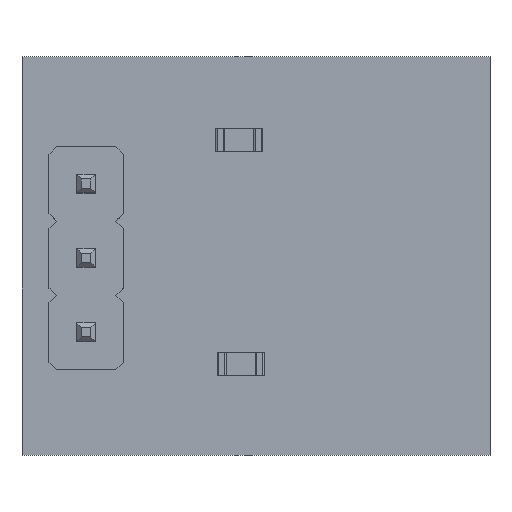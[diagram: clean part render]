
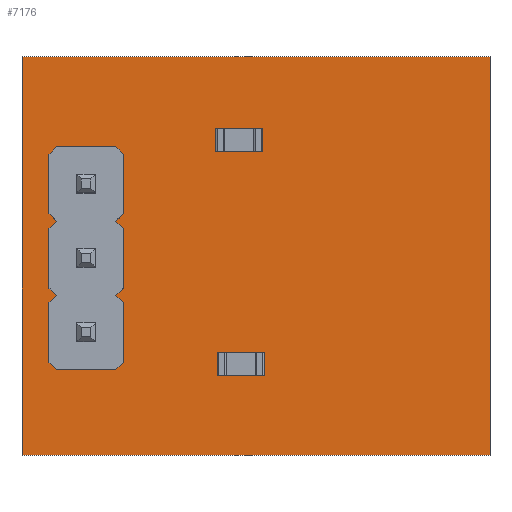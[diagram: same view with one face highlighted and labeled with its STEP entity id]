
A CAD part, top view. The second image highlights one B-rep face of the part: STEP entity #7176.
In plain terms, the highlighted planar face has unit normal (0, 0, 1).
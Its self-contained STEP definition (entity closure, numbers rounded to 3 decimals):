
#6784 = VERTEX_POINT('',#6785);
#6785 = CARTESIAN_POINT('',(153.,-101.,1.58));
#6792 = PLANE('',#6793);
#6793 = AXIS2_PLACEMENT_3D('',#6794,#6795,#6796);
#6794 = CARTESIAN_POINT('',(153.,-101.,0.));
#6795 = DIRECTION('',(0.,-1.,0.));
#6796 = DIRECTION('',(-1.,0.,0.));
#6804 = PLANE('',#6805);
#6805 = AXIS2_PLACEMENT_3D('',#6806,#6807,#6808);
#6806 = CARTESIAN_POINT('',(153.,-87.376,0.));
#6807 = DIRECTION('',(1.,0.,-0.));
#6808 = DIRECTION('',(0.,-1.,0.));
#6816 = EDGE_CURVE('',#6784,#6817,#6819,.T.);
#6817 = VERTEX_POINT('',#6818);
#6818 = CARTESIAN_POINT('',(137.,-101.,1.58));
#6819 = SURFACE_CURVE('',#6820,(#6824,#6831),.PCURVE_S1.);
#6820 = LINE('',#6821,#6822);
#6821 = CARTESIAN_POINT('',(153.,-101.,1.58));
#6822 = VECTOR('',#6823,1.);
#6823 = DIRECTION('',(-1.,0.,0.));
#6824 = PCURVE('',#6792,#6825);
#6825 = DEFINITIONAL_REPRESENTATION('',(#6826),#6830);
#6826 = LINE('',#6827,#6828);
#6827 = CARTESIAN_POINT('',(0.,-1.58));
#6828 = VECTOR('',#6829,1.);
#6829 = DIRECTION('',(1.,0.));
#6830 = ( GEOMETRIC_REPRESENTATION_CONTEXT(2) 
PARAMETRIC_REPRESENTATION_CONTEXT() REPRESENTATION_CONTEXT('2D SPACE',''
  ) );
#6831 = PCURVE('',#6832,#6837);
#6832 = PLANE('',#6833);
#6833 = AXIS2_PLACEMENT_3D('',#6834,#6835,#6836);
#6834 = CARTESIAN_POINT('',(145.,-94.188,1.58));
#6835 = DIRECTION('',(-0.,-0.,-1.));
#6836 = DIRECTION('',(-1.,0.,0.));
#6837 = DEFINITIONAL_REPRESENTATION('',(#6838),#6842);
#6838 = LINE('',#6839,#6840);
#6839 = CARTESIAN_POINT('',(-8.,-6.812));
#6840 = VECTOR('',#6841,1.);
#6841 = DIRECTION('',(1.,0.));
#6842 = ( GEOMETRIC_REPRESENTATION_CONTEXT(2) 
PARAMETRIC_REPRESENTATION_CONTEXT() REPRESENTATION_CONTEXT('2D SPACE',''
  ) );
#6860 = PLANE('',#6861);
#6861 = AXIS2_PLACEMENT_3D('',#6862,#6863,#6864);
#6862 = CARTESIAN_POINT('',(137.,-101.,0.));
#6863 = DIRECTION('',(-1.,0.,0.));
#6864 = DIRECTION('',(0.,1.,0.));
#6904 = VERTEX_POINT('',#6905);
#6905 = CARTESIAN_POINT('',(153.,-87.376,1.58));
#6919 = PLANE('',#6920);
#6920 = AXIS2_PLACEMENT_3D('',#6921,#6922,#6923);
#6921 = CARTESIAN_POINT('',(137.,-87.376,0.));
#6922 = DIRECTION('',(0.,1.,0.));
#6923 = DIRECTION('',(1.,0.,0.));
#6931 = EDGE_CURVE('',#6904,#6784,#6932,.T.);
#6932 = SURFACE_CURVE('',#6933,(#6937,#6944),.PCURVE_S1.);
#6933 = LINE('',#6934,#6935);
#6934 = CARTESIAN_POINT('',(153.,-87.376,1.58));
#6935 = VECTOR('',#6936,1.);
#6936 = DIRECTION('',(0.,-1.,0.));
#6937 = PCURVE('',#6804,#6938);
#6938 = DEFINITIONAL_REPRESENTATION('',(#6939),#6943);
#6939 = LINE('',#6940,#6941);
#6940 = CARTESIAN_POINT('',(0.,-1.58));
#6941 = VECTOR('',#6942,1.);
#6942 = DIRECTION('',(1.,0.));
#6943 = ( GEOMETRIC_REPRESENTATION_CONTEXT(2) 
PARAMETRIC_REPRESENTATION_CONTEXT() REPRESENTATION_CONTEXT('2D SPACE',''
  ) );
#6944 = PCURVE('',#6832,#6945);
#6945 = DEFINITIONAL_REPRESENTATION('',(#6946),#6950);
#6946 = LINE('',#6947,#6948);
#6947 = CARTESIAN_POINT('',(-8.,6.812));
#6948 = VECTOR('',#6949,1.);
#6949 = DIRECTION('',(0.,-1.));
#6950 = ( GEOMETRIC_REPRESENTATION_CONTEXT(2) 
PARAMETRIC_REPRESENTATION_CONTEXT() REPRESENTATION_CONTEXT('2D SPACE',''
  ) );
#6978 = EDGE_CURVE('',#6817,#6979,#6981,.T.);
#6979 = VERTEX_POINT('',#6980);
#6980 = CARTESIAN_POINT('',(137.,-87.376,1.58));
#6981 = SURFACE_CURVE('',#6982,(#6986,#6993),.PCURVE_S1.);
#6982 = LINE('',#6983,#6984);
#6983 = CARTESIAN_POINT('',(137.,-101.,1.58));
#6984 = VECTOR('',#6985,1.);
#6985 = DIRECTION('',(0.,1.,0.));
#6986 = PCURVE('',#6860,#6987);
#6987 = DEFINITIONAL_REPRESENTATION('',(#6988),#6992);
#6988 = LINE('',#6989,#6990);
#6989 = CARTESIAN_POINT('',(0.,-1.58));
#6990 = VECTOR('',#6991,1.);
#6991 = DIRECTION('',(1.,0.));
#6992 = ( GEOMETRIC_REPRESENTATION_CONTEXT(2) 
PARAMETRIC_REPRESENTATION_CONTEXT() REPRESENTATION_CONTEXT('2D SPACE',''
  ) );
#6993 = PCURVE('',#6832,#6994);
#6994 = DEFINITIONAL_REPRESENTATION('',(#6995),#6999);
#6995 = LINE('',#6996,#6997);
#6996 = CARTESIAN_POINT('',(8.,-6.812));
#6997 = VECTOR('',#6998,1.);
#6998 = DIRECTION('',(0.,1.));
#6999 = ( GEOMETRIC_REPRESENTATION_CONTEXT(2) 
PARAMETRIC_REPRESENTATION_CONTEXT() REPRESENTATION_CONTEXT('2D SPACE',''
  ) );
#7095 = CYLINDRICAL_SURFACE('',#7096,0.5);
#7096 = AXIS2_PLACEMENT_3D('',#7097,#7098,#7099);
#7097 = CARTESIAN_POINT('',(139.192,-96.81,-0.79));
#7098 = DIRECTION('',(0.,0.,1.));
#7099 = DIRECTION('',(1.,0.,-0.));
#7130 = CYLINDRICAL_SURFACE('',#7131,0.5);
#7131 = AXIS2_PLACEMENT_3D('',#7132,#7133,#7134);
#7132 = CARTESIAN_POINT('',(139.192,-94.27,-0.79));
#7133 = DIRECTION('',(0.,0.,1.));
#7134 = DIRECTION('',(1.,0.,-0.));
#7165 = CYLINDRICAL_SURFACE('',#7166,0.5);
#7166 = AXIS2_PLACEMENT_3D('',#7167,#7168,#7169);
#7167 = CARTESIAN_POINT('',(139.192,-91.73,-0.79));
#7168 = DIRECTION('',(0.,0.,1.));
#7169 = DIRECTION('',(1.,0.,-0.));
#7176 = ADVANCED_FACE('',(#7177,#7203,#7233,#7263),#6832,.F.);
#7177 = FACE_BOUND('',#7178,.F.);
#7178 = EDGE_LOOP('',(#7179,#7180,#7181,#7202));
#7179 = ORIENTED_EDGE('',*,*,#6816,.T.);
#7180 = ORIENTED_EDGE('',*,*,#6978,.T.);
#7181 = ORIENTED_EDGE('',*,*,#7182,.T.);
#7182 = EDGE_CURVE('',#6979,#6904,#7183,.T.);
#7183 = SURFACE_CURVE('',#7184,(#7188,#7195),.PCURVE_S1.);
#7184 = LINE('',#7185,#7186);
#7185 = CARTESIAN_POINT('',(137.,-87.376,1.58));
#7186 = VECTOR('',#7187,1.);
#7187 = DIRECTION('',(1.,0.,0.));
#7188 = PCURVE('',#6832,#7189);
#7189 = DEFINITIONAL_REPRESENTATION('',(#7190),#7194);
#7190 = LINE('',#7191,#7192);
#7191 = CARTESIAN_POINT('',(8.,6.812));
#7192 = VECTOR('',#7193,1.);
#7193 = DIRECTION('',(-1.,0.));
#7194 = ( GEOMETRIC_REPRESENTATION_CONTEXT(2) 
PARAMETRIC_REPRESENTATION_CONTEXT() REPRESENTATION_CONTEXT('2D SPACE',''
  ) );
#7195 = PCURVE('',#6919,#7196);
#7196 = DEFINITIONAL_REPRESENTATION('',(#7197),#7201);
#7197 = LINE('',#7198,#7199);
#7198 = CARTESIAN_POINT('',(0.,-1.58));
#7199 = VECTOR('',#7200,1.);
#7200 = DIRECTION('',(1.,0.));
#7201 = ( GEOMETRIC_REPRESENTATION_CONTEXT(2) 
PARAMETRIC_REPRESENTATION_CONTEXT() REPRESENTATION_CONTEXT('2D SPACE',''
  ) );
#7202 = ORIENTED_EDGE('',*,*,#6931,.T.);
#7203 = FACE_BOUND('',#7204,.F.);
#7204 = EDGE_LOOP('',(#7205));
#7205 = ORIENTED_EDGE('',*,*,#7206,.T.);
#7206 = EDGE_CURVE('',#7207,#7207,#7209,.T.);
#7207 = VERTEX_POINT('',#7208);
#7208 = CARTESIAN_POINT('',(139.692,-96.81,1.58));
#7209 = SURFACE_CURVE('',#7210,(#7215,#7226),.PCURVE_S1.);
#7210 = CIRCLE('',#7211,0.5);
#7211 = AXIS2_PLACEMENT_3D('',#7212,#7213,#7214);
#7212 = CARTESIAN_POINT('',(139.192,-96.81,1.58));
#7213 = DIRECTION('',(0.,0.,1.));
#7214 = DIRECTION('',(1.,0.,-0.));
#7215 = PCURVE('',#6832,#7216);
#7216 = DEFINITIONAL_REPRESENTATION('',(#7217),#7225);
#7217 = ( BOUNDED_CURVE() B_SPLINE_CURVE(2,(#7218,#7219,#7220,#7221,
#7222,#7223,#7224),.UNSPECIFIED.,.T.,.F.) B_SPLINE_CURVE_WITH_KNOTS((1,2
    ,2,2,2,1),(-2.094,0.,2.094,4.189,
6.283,8.378),.UNSPECIFIED.) CURVE() 
GEOMETRIC_REPRESENTATION_ITEM() RATIONAL_B_SPLINE_CURVE((1.,0.5,1.,0.5,
1.,0.5,1.)) REPRESENTATION_ITEM('') );
#7218 = CARTESIAN_POINT('',(5.308,-2.622));
#7219 = CARTESIAN_POINT('',(5.308,-1.756));
#7220 = CARTESIAN_POINT('',(6.058,-2.189));
#7221 = CARTESIAN_POINT('',(6.808,-2.622));
#7222 = CARTESIAN_POINT('',(6.058,-3.055));
#7223 = CARTESIAN_POINT('',(5.308,-3.488));
#7224 = CARTESIAN_POINT('',(5.308,-2.622));
#7225 = ( GEOMETRIC_REPRESENTATION_CONTEXT(2) 
PARAMETRIC_REPRESENTATION_CONTEXT() REPRESENTATION_CONTEXT('2D SPACE',''
  ) );
#7226 = PCURVE('',#7095,#7227);
#7227 = DEFINITIONAL_REPRESENTATION('',(#7228),#7232);
#7228 = LINE('',#7229,#7230);
#7229 = CARTESIAN_POINT('',(0.,2.37));
#7230 = VECTOR('',#7231,1.);
#7231 = DIRECTION('',(1.,0.));
#7232 = ( GEOMETRIC_REPRESENTATION_CONTEXT(2) 
PARAMETRIC_REPRESENTATION_CONTEXT() REPRESENTATION_CONTEXT('2D SPACE',''
  ) );
#7233 = FACE_BOUND('',#7234,.F.);
#7234 = EDGE_LOOP('',(#7235));
#7235 = ORIENTED_EDGE('',*,*,#7236,.T.);
#7236 = EDGE_CURVE('',#7237,#7237,#7239,.T.);
#7237 = VERTEX_POINT('',#7238);
#7238 = CARTESIAN_POINT('',(139.692,-94.27,1.58));
#7239 = SURFACE_CURVE('',#7240,(#7245,#7256),.PCURVE_S1.);
#7240 = CIRCLE('',#7241,0.5);
#7241 = AXIS2_PLACEMENT_3D('',#7242,#7243,#7244);
#7242 = CARTESIAN_POINT('',(139.192,-94.27,1.58));
#7243 = DIRECTION('',(0.,0.,1.));
#7244 = DIRECTION('',(1.,0.,-0.));
#7245 = PCURVE('',#6832,#7246);
#7246 = DEFINITIONAL_REPRESENTATION('',(#7247),#7255);
#7247 = ( BOUNDED_CURVE() B_SPLINE_CURVE(2,(#7248,#7249,#7250,#7251,
#7252,#7253,#7254),.UNSPECIFIED.,.T.,.F.) B_SPLINE_CURVE_WITH_KNOTS((1,2
    ,2,2,2,1),(-2.094,0.,2.094,4.189,
6.283,8.378),.UNSPECIFIED.) CURVE() 
GEOMETRIC_REPRESENTATION_ITEM() RATIONAL_B_SPLINE_CURVE((1.,0.5,1.,0.5,
1.,0.5,1.)) REPRESENTATION_ITEM('') );
#7248 = CARTESIAN_POINT('',(5.308,-0.082));
#7249 = CARTESIAN_POINT('',(5.308,0.784));
#7250 = CARTESIAN_POINT('',(6.058,0.351));
#7251 = CARTESIAN_POINT('',(6.808,-0.082));
#7252 = CARTESIAN_POINT('',(6.058,-0.515));
#7253 = CARTESIAN_POINT('',(5.308,-0.948));
#7254 = CARTESIAN_POINT('',(5.308,-0.082));
#7255 = ( GEOMETRIC_REPRESENTATION_CONTEXT(2) 
PARAMETRIC_REPRESENTATION_CONTEXT() REPRESENTATION_CONTEXT('2D SPACE',''
  ) );
#7256 = PCURVE('',#7130,#7257);
#7257 = DEFINITIONAL_REPRESENTATION('',(#7258),#7262);
#7258 = LINE('',#7259,#7260);
#7259 = CARTESIAN_POINT('',(0.,2.37));
#7260 = VECTOR('',#7261,1.);
#7261 = DIRECTION('',(1.,0.));
#7262 = ( GEOMETRIC_REPRESENTATION_CONTEXT(2) 
PARAMETRIC_REPRESENTATION_CONTEXT() REPRESENTATION_CONTEXT('2D SPACE',''
  ) );
#7263 = FACE_BOUND('',#7264,.F.);
#7264 = EDGE_LOOP('',(#7265));
#7265 = ORIENTED_EDGE('',*,*,#7266,.T.);
#7266 = EDGE_CURVE('',#7267,#7267,#7269,.T.);
#7267 = VERTEX_POINT('',#7268);
#7268 = CARTESIAN_POINT('',(139.692,-91.73,1.58));
#7269 = SURFACE_CURVE('',#7270,(#7275,#7286),.PCURVE_S1.);
#7270 = CIRCLE('',#7271,0.5);
#7271 = AXIS2_PLACEMENT_3D('',#7272,#7273,#7274);
#7272 = CARTESIAN_POINT('',(139.192,-91.73,1.58));
#7273 = DIRECTION('',(0.,0.,1.));
#7274 = DIRECTION('',(1.,0.,-0.));
#7275 = PCURVE('',#6832,#7276);
#7276 = DEFINITIONAL_REPRESENTATION('',(#7277),#7285);
#7277 = ( BOUNDED_CURVE() B_SPLINE_CURVE(2,(#7278,#7279,#7280,#7281,
#7282,#7283,#7284),.UNSPECIFIED.,.T.,.F.) B_SPLINE_CURVE_WITH_KNOTS((1,2
    ,2,2,2,1),(-2.094,0.,2.094,4.189,
6.283,8.378),.UNSPECIFIED.) CURVE() 
GEOMETRIC_REPRESENTATION_ITEM() RATIONAL_B_SPLINE_CURVE((1.,0.5,1.,0.5,
1.,0.5,1.)) REPRESENTATION_ITEM('') );
#7278 = CARTESIAN_POINT('',(5.308,2.458));
#7279 = CARTESIAN_POINT('',(5.308,3.324));
#7280 = CARTESIAN_POINT('',(6.058,2.891));
#7281 = CARTESIAN_POINT('',(6.808,2.458));
#7282 = CARTESIAN_POINT('',(6.058,2.025));
#7283 = CARTESIAN_POINT('',(5.308,1.592));
#7284 = CARTESIAN_POINT('',(5.308,2.458));
#7285 = ( GEOMETRIC_REPRESENTATION_CONTEXT(2) 
PARAMETRIC_REPRESENTATION_CONTEXT() REPRESENTATION_CONTEXT('2D SPACE',''
  ) );
#7286 = PCURVE('',#7165,#7287);
#7287 = DEFINITIONAL_REPRESENTATION('',(#7288),#7292);
#7288 = LINE('',#7289,#7290);
#7289 = CARTESIAN_POINT('',(0.,2.37));
#7290 = VECTOR('',#7291,1.);
#7291 = DIRECTION('',(1.,0.));
#7292 = ( GEOMETRIC_REPRESENTATION_CONTEXT(2) 
PARAMETRIC_REPRESENTATION_CONTEXT() REPRESENTATION_CONTEXT('2D SPACE',''
  ) );
